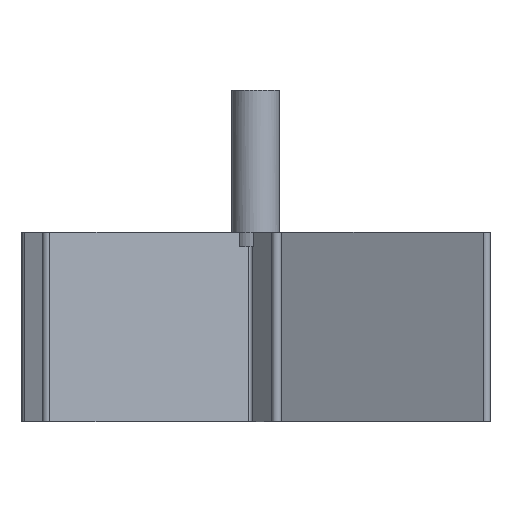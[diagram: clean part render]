
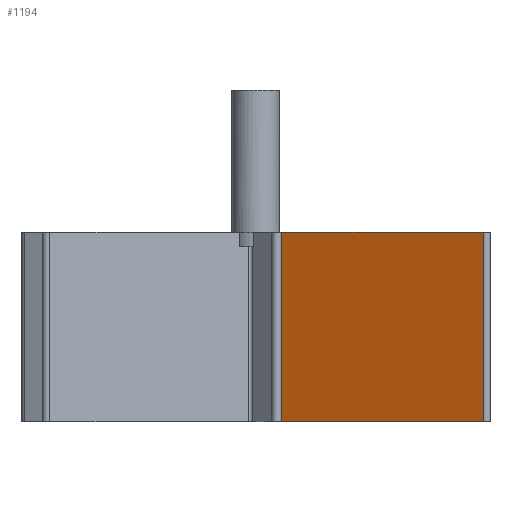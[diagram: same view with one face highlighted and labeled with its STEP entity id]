
A CAD part, front view. The second image highlights one B-rep face of the part: STEP entity #1194.
In plain terms, the highlighted planar face has unit normal (-0.431, -0.902, 0).
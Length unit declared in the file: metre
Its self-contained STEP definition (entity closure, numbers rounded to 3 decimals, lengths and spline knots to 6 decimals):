
#233=ORIENTED_EDGE('',*,*,#527,.F.);
#234=ORIENTED_EDGE('',*,*,#528,.F.);
#235=ORIENTED_EDGE('',*,*,#529,.T.);
#236=ORIENTED_EDGE('',*,*,#530,.T.);
#237=ORIENTED_EDGE('',*,*,#524,.T.);
#524=EDGE_CURVE('',#680,#678,#779,.T.);
#527=EDGE_CURVE('',#682,#678,#781,.T.);
#528=EDGE_CURVE('',#683,#682,#782,.T.);
#529=EDGE_CURVE('',#683,#684,#783,.T.);
#530=EDGE_CURVE('',#684,#680,#784,.T.);
#678=VERTEX_POINT('',#2030);
#680=VERTEX_POINT('',#2033);
#682=VERTEX_POINT('',#2039);
#683=VERTEX_POINT('',#2041);
#684=VERTEX_POINT('',#2043);
#779=LINE('',#2032,#887);
#781=LINE('',#2038,#889);
#782=LINE('',#2040,#890);
#783=LINE('',#2042,#891);
#784=LINE('',#2044,#892);
#887=VECTOR('',#1638,1.);
#889=VECTOR('',#1644,1.);
#890=VECTOR('',#1645,1.);
#891=VECTOR('',#1646,1.);
#892=VECTOR('',#1647,1.);
#983=EDGE_LOOP('',(#233,#234,#235,#236,#237));
#1063=FACE_BOUND('',#983,.T.);
#1134=PLANE('',#1388);
#1194=ADVANCED_FACE('',(#1063),#1134,.T.);
#1388=AXIS2_PLACEMENT_3D('',#2037,#1642,#1643);
#1638=DIRECTION('',(0.,0.,-1.));
#1642=DIRECTION('',(-0.431,-0.903,0.));
#1643=DIRECTION('',(0.903,-0.431,0.));
#1644=DIRECTION('',(-0.903,0.431,0.));
#1645=DIRECTION('',(0.,0.,-1.));
#1646=DIRECTION('',(-0.903,0.431,0.));
#1647=DIRECTION('',(-0.903,0.431,0.));
#2030=CARTESIAN_POINT('',(0.002218,-0.001987,0.));
#2032=CARTESIAN_POINT('',(0.002218,-0.001987,0.04));
#2033=CARTESIAN_POINT('',(0.002218,-0.001987,0.04));
#2037=CARTESIAN_POINT('',(0.025136,-0.012921,0.04));
#2038=CARTESIAN_POINT('',(0.025136,-0.012921,0.));
#2039=CARTESIAN_POINT('',(0.048055,-0.023855,0.));
#2040=CARTESIAN_POINT('',(0.048055,-0.023855,0.04));
#2041=CARTESIAN_POINT('',(0.048055,-0.023855,0.04));
#2042=CARTESIAN_POINT('',(0.025136,-0.012921,0.04));
#2043=CARTESIAN_POINT('',(0.004088,-0.002879,0.04));
#2044=CARTESIAN_POINT('',(0.025136,-0.012921,0.04));
